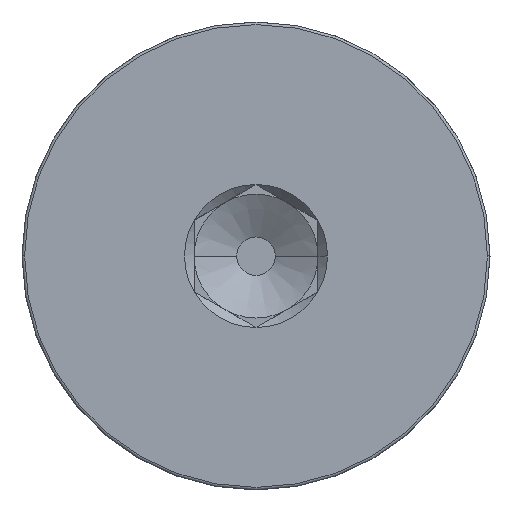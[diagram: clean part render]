
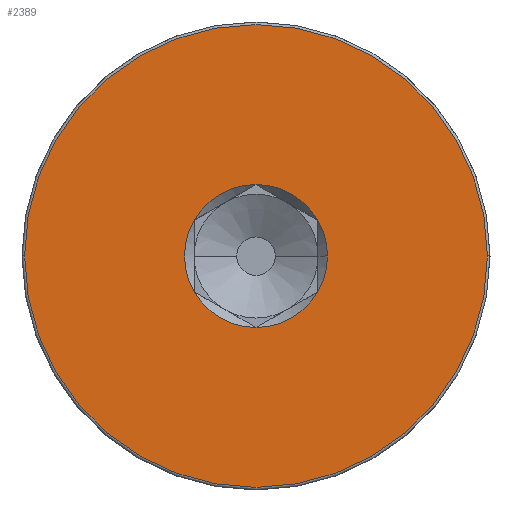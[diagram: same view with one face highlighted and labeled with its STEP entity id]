
A CAD part, top view. The second image highlights one B-rep face of the part: STEP entity #2389.
In plain terms, the highlighted planar face has unit normal (0, 0, 1).
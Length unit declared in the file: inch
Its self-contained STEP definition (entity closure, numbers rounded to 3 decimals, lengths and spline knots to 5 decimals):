
#319 = EDGE_CURVE ( 'NONE', #1450, #1539, #2654, .T. ) ;
#378 = CARTESIAN_POINT ( 'NONE',  ( -0.04688, -0.02706, 0.112 ) ) ;
#607 = CIRCLE ( 'NONE', #608, 0.05413 ) ;
#608 = AXIS2_PLACEMENT_3D ( 'NONE', #609, #610, #611 ) ;
#609 = CARTESIAN_POINT ( 'NONE',  ( 0., 0., 0.112 ) ) ;
#610 = DIRECTION ( 'NONE',  ( 0., 0., 1. ) ) ;
#611 = DIRECTION ( 'NONE',  ( 1., 0., 0. ) ) ;
#840 = FACE_BOUND ( 'NONE', #2371, .T. ) ;
#841 = FACE_OUTER_BOUND ( 'NONE', #1400, .T. ) ;
#842 = PLANE ( 'NONE',  #843 ) ;
#843 = AXIS2_PLACEMENT_3D ( 'NONE', #844, #845, #846 ) ;
#844 = CARTESIAN_POINT ( 'NONE',  ( 0., 0., 0.112 ) ) ;
#845 = DIRECTION ( 'NONE',  ( 0., 0., 1. ) ) ;
#846 = DIRECTION ( 'NONE',  ( 1., 0., 0. ) ) ;
#1165 = CIRCLE ( 'NONE', #1166, 0.17511 ) ;
#1166 = AXIS2_PLACEMENT_3D ( 'NONE', #1167, #1168, #1169 ) ;
#1167 = CARTESIAN_POINT ( 'NONE',  ( 0., 0., 0.112 ) ) ;
#1168 = DIRECTION ( 'NONE',  ( 0., 0., 1. ) ) ;
#1169 = DIRECTION ( 'NONE',  ( 1., 0., 0. ) ) ;
#1176 = CARTESIAN_POINT ( 'NONE',  ( 0., -0.05413, 0.112 ) ) ;
#1400 = EDGE_LOOP ( 'NONE', ( #3001, #2507 ) ) ;
#1414 = EDGE_CURVE ( 'NONE', #2292, #1490, #4299, .T. ) ;
#1446 = ORIENTED_EDGE ( 'NONE', *, *, #1414, .F. ) ;
#1450 = VERTEX_POINT ( 'NONE', #4648 ) ;
#1490 = VERTEX_POINT ( 'NONE', #5017 ) ;
#1505 = EDGE_CURVE ( 'NONE', #1490, #1586, #5258, .T. ) ;
#1537 = ORIENTED_EDGE ( 'NONE', *, *, #1505, .F. ) ;
#1539 = VERTEX_POINT ( 'NONE', #5690 ) ;
#1586 = VERTEX_POINT ( 'NONE', #378 ) ;
#1607 = EDGE_CURVE ( 'NONE', #1586, #1678, #607, .T. ) ;
#1637 = ORIENTED_EDGE ( 'NONE', *, *, #1607, .F. ) ;
#1678 = VERTEX_POINT ( 'NONE', #1176 ) ;
#1696 = EDGE_CURVE ( 'NONE', #1678, #1762, #3064, .T. ) ;
#1722 = ORIENTED_EDGE ( 'NONE', *, *, #1696, .F. ) ;
#1762 = VERTEX_POINT ( 'NONE', #3831 ) ;
#2066 = VERTEX_POINT ( 'NONE', #2891 ) ;
#2085 = EDGE_CURVE ( 'NONE', #2066, #2168, #3079, .T. ) ;
#2168 = VERTEX_POINT ( 'NONE', #3840 ) ;
#2198 = EDGE_CURVE ( 'NONE', #1762, #1450, #4209, .T. ) ;
#2213 = ORIENTED_EDGE ( 'NONE', *, *, #2198, .F. ) ;
#2260 = ORIENTED_EDGE ( 'NONE', *, *, #319, .F. ) ;
#2292 = VERTEX_POINT ( 'NONE', #5279 ) ;
#2310 = EDGE_CURVE ( 'NONE', #1539, #2292, #5491, .T. ) ;
#2334 = ORIENTED_EDGE ( 'NONE', *, *, #2310, .F. ) ;
#2371 = EDGE_LOOP ( 'NONE', ( #2334, #2260, #2213, #1722, #1637, #1537, #1446 ) ) ;
#2389 = ADVANCED_FACE ( 'NONE', ( #840, #841 ), #842, .T. ) ;
#2429 = EDGE_CURVE ( 'NONE', #2168, #2066, #1165, .T. ) ;
#2507 = ORIENTED_EDGE ( 'NONE', *, *, #2429, .T. ) ;
#2654 = CIRCLE ( 'NONE', #2655, 0.05413 ) ;
#2655 = AXIS2_PLACEMENT_3D ( 'NONE', #2656, #2657, #2658 ) ;
#2656 = CARTESIAN_POINT ( 'NONE',  ( 0., 0., 0.112 ) ) ;
#2657 = DIRECTION ( 'NONE',  ( 0., 0., 1. ) ) ;
#2658 = DIRECTION ( 'NONE',  ( 1., 0., 0. ) ) ;
#2891 = CARTESIAN_POINT ( 'NONE',  ( 0.17511, 0., 0.112 ) ) ;
#3001 = ORIENTED_EDGE ( 'NONE', *, *, #2085, .T. ) ;
#3064 = CIRCLE ( 'NONE', #3065, 0.05413 ) ;
#3065 = AXIS2_PLACEMENT_3D ( 'NONE', #3066, #3067, #3068 ) ;
#3066 = CARTESIAN_POINT ( 'NONE',  ( 0., 0., 0.112 ) ) ;
#3067 = DIRECTION ( 'NONE',  ( 0., 0., 1. ) ) ;
#3068 = DIRECTION ( 'NONE',  ( 1., 0., 0. ) ) ;
#3079 = CIRCLE ( 'NONE', #3080, 0.17511 ) ;
#3080 = AXIS2_PLACEMENT_3D ( 'NONE', #3081, #3082, #3083 ) ;
#3081 = CARTESIAN_POINT ( 'NONE',  ( 0., 0., 0.112 ) ) ;
#3082 = DIRECTION ( 'NONE',  ( 0., 0., 1. ) ) ;
#3083 = DIRECTION ( 'NONE',  ( 1., 0., 0. ) ) ;
#3831 = CARTESIAN_POINT ( 'NONE',  ( 0.04687, -0.02706, 0.112 ) ) ;
#3840 = CARTESIAN_POINT ( 'NONE',  ( -0.17511, 0., 0.112 ) ) ;
#4209 = CIRCLE ( 'NONE', #4210, 0.05413 ) ;
#4210 = AXIS2_PLACEMENT_3D ( 'NONE', #4211, #4212, #4213 ) ;
#4211 = CARTESIAN_POINT ( 'NONE',  ( 0., 0., 0.112 ) ) ;
#4212 = DIRECTION ( 'NONE',  ( 0., 0., 1. ) ) ;
#4213 = DIRECTION ( 'NONE',  ( 1., 0., 0. ) ) ;
#4299 = CIRCLE ( 'NONE', #4300, 0.05413 ) ;
#4300 = AXIS2_PLACEMENT_3D ( 'NONE', #4301, #4304, #4305 ) ;
#4301 = CARTESIAN_POINT ( 'NONE',  ( 0., 0., 0.112 ) ) ;
#4304 = DIRECTION ( 'NONE',  ( 0., 0., 1. ) ) ;
#4305 = DIRECTION ( 'NONE',  ( 1., 0., 0. ) ) ;
#4648 = CARTESIAN_POINT ( 'NONE',  ( 0.05413, 0., 0.112 ) ) ;
#5017 = CARTESIAN_POINT ( 'NONE',  ( -0.04687, 0.02706, 0.112 ) ) ;
#5258 = CIRCLE ( 'NONE', #5259, 0.05413 ) ;
#5259 = AXIS2_PLACEMENT_3D ( 'NONE', #5260, #5261, #5262 ) ;
#5260 = CARTESIAN_POINT ( 'NONE',  ( 0., 0., 0.112 ) ) ;
#5261 = DIRECTION ( 'NONE',  ( 0., 0., 1. ) ) ;
#5262 = DIRECTION ( 'NONE',  ( 1., 0., 0. ) ) ;
#5279 = CARTESIAN_POINT ( 'NONE',  ( 0., 0.05413, 0.112 ) ) ;
#5491 = CIRCLE ( 'NONE', #5492, 0.05413 ) ;
#5492 = AXIS2_PLACEMENT_3D ( 'NONE', #5493, #5494, #5495 ) ;
#5493 = CARTESIAN_POINT ( 'NONE',  ( 0., 0., 0.112 ) ) ;
#5494 = DIRECTION ( 'NONE',  ( 0., 0., 1. ) ) ;
#5495 = DIRECTION ( 'NONE',  ( 1., 0., 0. ) ) ;
#5690 = CARTESIAN_POINT ( 'NONE',  ( 0.04687, 0.02706, 0.112 ) ) ;
